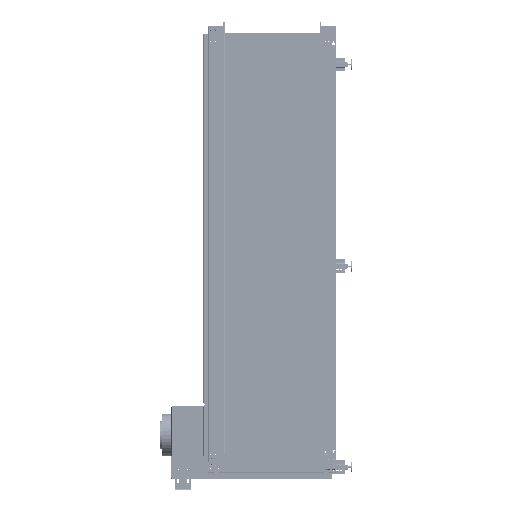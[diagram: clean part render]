
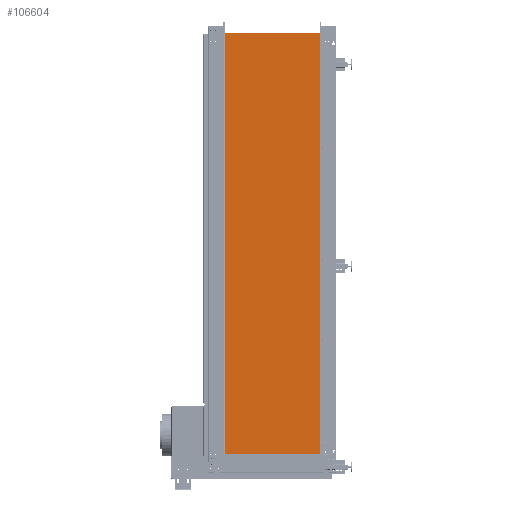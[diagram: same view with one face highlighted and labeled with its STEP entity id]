
A CAD part, left-side view. The second image highlights one B-rep face of the part: STEP entity #106604.
In plain terms, the highlighted face is planar.
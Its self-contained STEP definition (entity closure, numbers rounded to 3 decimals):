
#1358 = ORIENTED_EDGE ( 'NONE', *, *, #101443, .T. ) ;
#9184 = DIRECTION ( 'NONE',  ( 0., -1., 0. ) ) ;
#9939 = CARTESIAN_POINT ( 'NONE',  ( -1000., 238., 4. ) ) ;
#18726 = CARTESIAN_POINT ( 'NONE',  ( 1000., -238., 4. ) ) ;
#19146 = EDGE_CURVE ( 'NONE', #112610, #95438, #103751, .T. ) ;
#20006 = VERTEX_POINT ( 'NONE', #18726 ) ;
#23040 = VERTEX_POINT ( 'NONE', #113071 ) ;
#28783 = CARTESIAN_POINT ( 'NONE',  ( 1000., -238., 4. ) ) ;
#29380 = PLANE ( 'NONE',  #80574 ) ;
#37419 = ORIENTED_EDGE ( 'NONE', *, *, #88058, .T. ) ;
#37913 = DIRECTION ( 'NONE',  ( 0., 0., -1. ) ) ;
#39493 = DIRECTION ( 'NONE',  ( 1., 0., 0. ) ) ;
#43505 = ORIENTED_EDGE ( 'NONE', *, *, #107403, .T. ) ;
#48343 = CARTESIAN_POINT ( 'NONE',  ( 1000., 238., 4. ) ) ;
#53747 = VECTOR ( 'NONE', #39493, 1000. ) ;
#54998 = LINE ( 'NONE', #89365, #53747 ) ;
#59696 = CARTESIAN_POINT ( 'NONE',  ( 1000., 238., 4. ) ) ;
#68713 = CARTESIAN_POINT ( 'NONE',  ( -1000., 238., 4. ) ) ;
#71724 = DIRECTION ( 'NONE',  ( -1., 0., 0. ) ) ;
#80237 = EDGE_LOOP ( 'NONE', ( #1358, #94128, #37419, #43505 ) ) ;
#80574 = AXIS2_PLACEMENT_3D ( 'NONE', #28783, #37913, #71724 ) ;
#80905 = FACE_OUTER_BOUND ( 'NONE', #80237, .T. ) ;
#88058 = EDGE_CURVE ( 'NONE', #95438, #23040, #103088, .T. ) ;
#89365 = CARTESIAN_POINT ( 'NONE',  ( 1000., -238., 4. ) ) ;
#92062 = VECTOR ( 'NONE', #95192, 1000. ) ;
#94128 = ORIENTED_EDGE ( 'NONE', *, *, #19146, .T. ) ;
#95192 = DIRECTION ( 'NONE',  ( -1., 0., 0. ) ) ;
#95438 = VERTEX_POINT ( 'NONE', #9939 ) ;
#95911 = VECTOR ( 'NONE', #9184, 1000. ) ;
#101443 = EDGE_CURVE ( 'NONE', #20006, #112610, #101571, .T. ) ;
#101571 = LINE ( 'NONE', #48343, #107023 ) ;
#103088 = LINE ( 'NONE', #68713, #95911 ) ;
#103751 = LINE ( 'NONE', #59696, #92062 ) ;
#105598 = CARTESIAN_POINT ( 'NONE',  ( 1000., 238., 4. ) ) ;
#106604 = ADVANCED_FACE ( 'NONE', ( #80905 ), #29380, .F. ) ;
#107023 = VECTOR ( 'NONE', #109584, 1000. ) ;
#107403 = EDGE_CURVE ( 'NONE', #23040, #20006, #54998, .T. ) ;
#109584 = DIRECTION ( 'NONE',  ( 0., 1., 0. ) ) ;
#112610 = VERTEX_POINT ( 'NONE', #105598 ) ;
#113071 = CARTESIAN_POINT ( 'NONE',  ( -1000., -238., 4. ) ) ;
